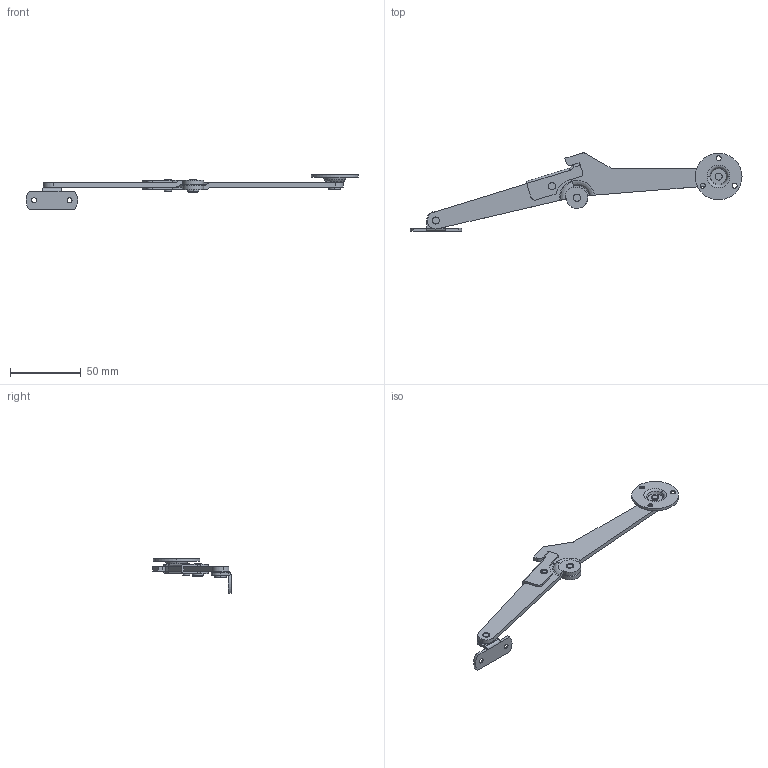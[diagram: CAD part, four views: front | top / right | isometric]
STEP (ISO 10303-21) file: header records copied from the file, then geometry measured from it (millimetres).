
FILE_DESCRIPTION (( 'STEP AP203' ), '1' );
FILE_NAME ('B-1020-B-1-R.STEP', '2008-11-19T07:46:50', ( ' ' ), ( ' ' ), 'SwSTEP 2.0', 'SolidWorks 2007', '' );
FILE_SCHEMA (( 'CONFIG_CONTROL_DESIGN' ));
Length unit declared in the file: millimetre
Products named in the file (10): B-1020-B-1 L嵗_棉太倌; B-1020-B-1 ナイロンワッシャー_ﾃﾞﾌｫﾙﾄ; B-1020-B-1 嫟捠僺儞_棉太倌; B-1020-B-1-R; B-1020-B-1 A傾乕儉_-R梡傾乕儉; B-1020-B-1 B傾乕儉_-R梡傾乕儉; B-1020-B-1 ストッパー_ﾃﾞﾌｫﾙﾄ; B-1020-B-1 娵嵗_棉太倌; B-1020-B-1 L嵗僺儞_棉太倌; B-1020-B-1 スライダーカシメピン_ﾃﾞﾌｫﾙﾄ
Assembly tree (12 placements, depth 2):
  B-1020-B-1-R
    B-1020-B-1 L嵗僺儞_棉太倌
    B-1020-B-1 嫟捠僺儞_棉太倌  x2
    B-1020-B-1 スライダーカシメピン_ﾃﾞﾌｫﾙﾄ
    B-1020-B-1 ストッパー_ﾃﾞﾌｫﾙﾄ
    B-1020-B-1 ナイロンワッシャー_ﾃﾞﾌｫﾙﾄ  x3
    B-1020-B-1 L嵗_棉太倌
    B-1020-B-1 B傾乕儉_-R梡傾乕儉
    B-1020-B-1 A傾乕儉_-R梡傾乕儉
    B-1020-B-1 娵嵗_棉太倌
Bounding box: 234.45 x 55.28 x 24.6 mm (x, y, z)
Volume: 16344.9 mm3; surface area: 16709.6 mm2
Topology: 12 solids, 12 shells, 222 faces, 515 edges, 332 vertices
Faces by surface type: cylinder 108, plane 80, cone 22, torus 12
Entity records: 6961 total; most frequent: DIRECTION 1099, CARTESIAN_POINT 1047, ORIENTED_EDGE 926, EDGE_CURVE 463, AXIS2_PLACEMENT_3D 438, VERTEX_POINT 298, EDGE_LOOP 237, CIRCLE 228
